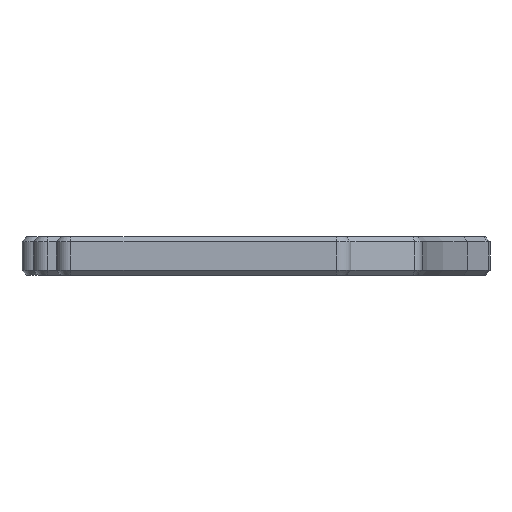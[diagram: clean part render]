
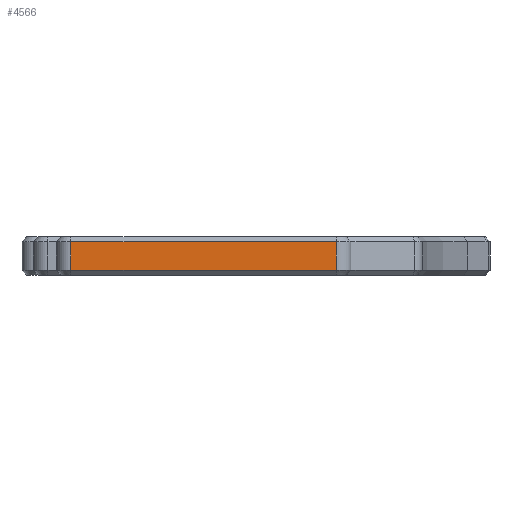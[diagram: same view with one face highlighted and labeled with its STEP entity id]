
A CAD part, left-side view. The second image highlights one B-rep face of the part: STEP entity #4566.
In plain terms, the highlighted planar face has unit normal (-1, 0, 0).
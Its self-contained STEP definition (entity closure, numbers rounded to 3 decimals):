
#246=PLANE('',#5008);
#504=FACE_OUTER_BOUND('',#808,.T.);
#808=EDGE_LOOP('',(#4118,#4119,#4120,#4121));
#1164=LINE('',#7315,#1630);
#1248=LINE('',#7582,#1714);
#1270=LINE('',#7639,#1736);
#1271=LINE('',#7641,#1737);
#1630=VECTOR('',#5969,10.);
#1714=VECTOR('',#6227,10.);
#1736=VECTOR('',#6293,10.);
#1737=VECTOR('',#6296,10.);
#2224=VERTEX_POINT('',#7305);
#2226=VERTEX_POINT('',#7311);
#2304=VERTEX_POINT('',#7572);
#2306=VERTEX_POINT('',#7578);
#2784=EDGE_CURVE('',#2224,#2226,#1164,.T.);
#2912=EDGE_CURVE('',#2304,#2306,#1248,.T.);
#2941=EDGE_CURVE('',#2306,#2224,#1270,.T.);
#2942=EDGE_CURVE('',#2304,#2226,#1271,.T.);
#4118=ORIENTED_EDGE('',*,*,#2784,.F.);
#4119=ORIENTED_EDGE('',*,*,#2941,.F.);
#4120=ORIENTED_EDGE('',*,*,#2912,.F.);
#4121=ORIENTED_EDGE('',*,*,#2942,.T.);
#4566=ADVANCED_FACE('',(#504),#246,.T.);
#5008=AXIS2_PLACEMENT_3D('',#7640,#6294,#6295);
#5969=DIRECTION('',(0.,1.,0.));
#6227=DIRECTION('',(0.,-1.,0.));
#6293=DIRECTION('',(0.,0.,-1.));
#6294=DIRECTION('center_axis',(-1.,0.,0.));
#6295=DIRECTION('ref_axis',(0.,1.,0.));
#6296=DIRECTION('',(0.,0.,-1.));
#7305=CARTESIAN_POINT('',(-2.,30.167,-4.8));
#7311=CARTESIAN_POINT('',(-2.,85.167,-4.8));
#7315=CARTESIAN_POINT('',(-2.,38.498,-4.8));
#7572=CARTESIAN_POINT('',(-2.,85.167,1.2));
#7578=CARTESIAN_POINT('',(-2.,30.167,1.2));
#7582=CARTESIAN_POINT('',(-2.,38.498,1.2));
#7639=CARTESIAN_POINT('',(-2.,30.167,2.2));
#7640=CARTESIAN_POINT('Origin',(-2.,30.167,2.2));
#7641=CARTESIAN_POINT('',(-2.,85.167,2.2));
